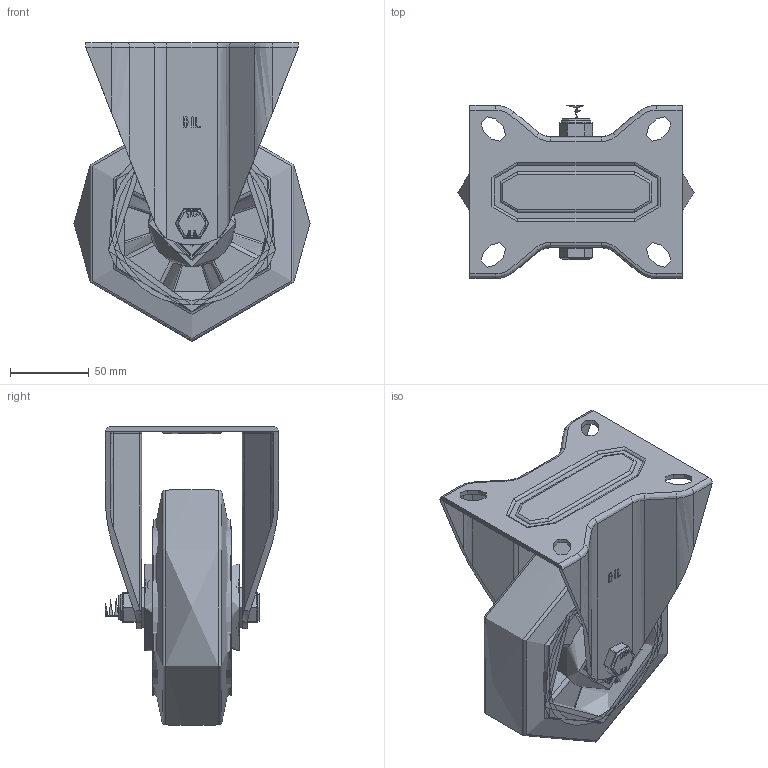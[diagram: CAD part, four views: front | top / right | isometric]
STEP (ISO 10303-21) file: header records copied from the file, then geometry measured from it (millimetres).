
FILE_DESCRIPTION(/* description */ (''),/* implementation_level */ '2;1');
FILE_NAME(/* name */ 'BZMMF150ERBJ.step',/* time_stamp */ '2024-08-20T16:11:17+01:00',/* author */ (''),/* organization */ (''),/* preprocessor_version */ 'ST-DEVELOPER v20',/* originating_system */ 'Autodesk Translation Framework v13.14.0.145',/* authorisation */ '');
FILE_SCHEMA (('AUTOMOTIVE_DESIGN { 1 0 10303 214 3 1 1 }'));
Products named in the file (25): BZMMF150ERBJ; BZMMF150AS - 64 v1; ZINC PLATED, PRESSED STEEL BRACKET; BZH150WERBJM20 v1; 65 SHORE A RUBBER TYRE; ALUMINIUM RIM; ALUMINIUM RIM Geometry; BEARING SPACER; BEARING 6204; BALL BEARINGS; BEARING 6204 (1); BALL BEARINGS (1); Component3; STEEL; RUBBER; TH20X2X12 v1; ZINC PLATED HEADED SPACER; TH20X2X12 v1 (1); ZINC PLATED HEADED SPACER (1); HEXBOLTM12X90Z8.8 v2; GRADE 8.8 ZINC PLATED BOLT; NYLOCM12Z v1; NYLOC NUT; NUT; RUBBER (1)
Assembly tree (41 placements, depth 5):
  BZMMF150ERBJ
    BZMMF150AS - 64 v1
      ZINC PLATED, PRESSED STEEL BRACKET
    BZH150WERBJM20 v1
      65 SHORE A RUBBER TYRE
      ALUMINIUM RIM
        ALUMINIUM RIM Geometry
        BEARING SPACER
      BEARING 6204
        BALL BEARINGS
          Component3  x8
        STEEL
        RUBBER
      BEARING 6204 (1)
        BALL BEARINGS (1)
          Component3  x8
        STEEL
        RUBBER
    TH20X2X12 v1
      ZINC PLATED HEADED SPACER
    TH20X2X12 v1 (1)
      ZINC PLATED HEADED SPACER (1)
    HEXBOLTM12X90Z8.8 v2
      GRADE 8.8 ZINC PLATED BOLT
    NYLOCM12Z v1
      NYLOC NUT
        NUT
        RUBBER (1)
Bounding box: 150 x 110 x 189.96 mm (x, y, z)
Volume: 688464.6 mm3; surface area: 250840.9 mm2
Topology: 35 solids, 35 shells, 1516 faces, 4154 edges, 2732 vertices
Faces by surface type: plane 669, bspline 470, cylinder 305, torus 35, sphere 34, cone 3
Full cylindrical faces by diameter (mm): 9.836 x16, 11.834 x16, 12 x3, 12.2 x2, 12.25 x2, 14 x2, 17.75 x1, 18.5 x1, 19.8 x2, 20 x3, 25 x3, 27 x10, 28.5 x4, 29 x8, 32 x1, 40 x4, 40.5 x4, 41.5 x4, 42 x8, 44 x2, 47 x4, 55 x2, 97.5 x1, 103.5 x2, 111.5 x2
Entity records: 51281 total; most frequent: CARTESIAN_POINT 26465, ORIENTED_EDGE 5594, DIRECTION 4138, EDGE_CURVE 2797, VERTEX_POINT 1832, AXIS2_PLACEMENT_3D 1454, LINE 1230, VECTOR 1230
